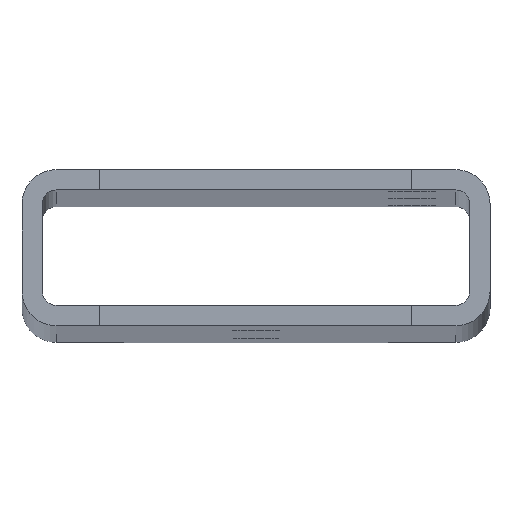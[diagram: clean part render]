
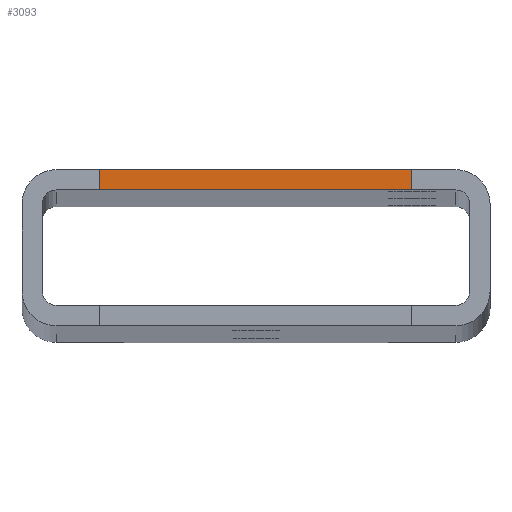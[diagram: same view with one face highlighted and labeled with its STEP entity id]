
A CAD part, top view. The second image highlights one B-rep face of the part: STEP entity #3093.
In plain terms, the highlighted planar face has unit normal (0, 0, 1).
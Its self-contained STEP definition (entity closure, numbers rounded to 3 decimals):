
#277 = PLANE('',#278);
#278 = AXIS2_PLACEMENT_3D('',#279,#280,#281);
#279 = CARTESIAN_POINT('',(16.271,6.35,-402.3));
#280 = DIRECTION('',(0.,-1.,0.));
#281 = DIRECTION('',(-1.,0.,0.));
#534 = PLANE('',#535);
#535 = AXIS2_PLACEMENT_3D('',#536,#537,#538);
#536 = CARTESIAN_POINT('',(16.271,4.699,-402.3));
#537 = DIRECTION('',(0.,-1.,0.));
#538 = DIRECTION('',(-1.,0.,0.));
#1294 = VERTEX_POINT('',#1295);
#1295 = CARTESIAN_POINT('',(12.698,6.35,402.3));
#1309 = PLANE('',#1310);
#1310 = AXIS2_PLACEMENT_3D('',#1311,#1312,#1313);
#1311 = CARTESIAN_POINT('',(10.795,6.35,391.378));
#1312 = DIRECTION('',(-0.985,0.,0.172));
#1313 = DIRECTION('',(0.172,0.,0.985));
#1321 = EDGE_CURVE('',#1294,#1322,#1324,.T.);
#1322 = VERTEX_POINT('',#1323);
#1323 = CARTESIAN_POINT('',(-12.726,6.35,402.3));
#1324 = SURFACE_CURVE('',#1325,(#1329,#1336),.PCURVE_S1.);
#1325 = LINE('',#1326,#1327);
#1326 = CARTESIAN_POINT('',(16.271,6.35,402.3));
#1327 = VECTOR('',#1328,1.);
#1328 = DIRECTION('',(-1.,0.,0.));
#1329 = PCURVE('',#277,#1330);
#1330 = DEFINITIONAL_REPRESENTATION('',(#1331),#1335);
#1331 = LINE('',#1332,#1333);
#1332 = CARTESIAN_POINT('',(0.,-804.601));
#1333 = VECTOR('',#1334,1.);
#1334 = DIRECTION('',(1.,0.));
#1335 = ( GEOMETRIC_REPRESENTATION_CONTEXT(2) 
PARAMETRIC_REPRESENTATION_CONTEXT() REPRESENTATION_CONTEXT('2D SPACE',''
  ) );
#1336 = PCURVE('',#1337,#1342);
#1337 = PLANE('',#1338);
#1338 = AXIS2_PLACEMENT_3D('',#1339,#1340,#1341);
#1339 = CARTESIAN_POINT('',(-19.05,3.571,402.3));
#1340 = DIRECTION('',(0.,0.,-1.));
#1341 = DIRECTION('',(-1.,0.,-0.));
#1342 = DEFINITIONAL_REPRESENTATION('',(#1343),#1347);
#1343 = LINE('',#1344,#1345);
#1344 = CARTESIAN_POINT('',(-35.321,2.779));
#1345 = VECTOR('',#1346,1.);
#1346 = DIRECTION('',(1.,0.));
#1347 = ( GEOMETRIC_REPRESENTATION_CONTEXT(2) 
PARAMETRIC_REPRESENTATION_CONTEXT() REPRESENTATION_CONTEXT('2D SPACE',''
  ) );
#1365 = PLANE('',#1366);
#1366 = AXIS2_PLACEMENT_3D('',#1367,#1368,#1369);
#1367 = CARTESIAN_POINT('',(-10.823,6.35,391.378));
#1368 = DIRECTION('',(-0.985,-0.,-0.172));
#1369 = DIRECTION('',(-0.172,0.,0.985));
#1820 = VERTEX_POINT('',#1821);
#1821 = CARTESIAN_POINT('',(12.698,4.699,402.3));
#1842 = EDGE_CURVE('',#1820,#1843,#1845,.T.);
#1843 = VERTEX_POINT('',#1844);
#1844 = CARTESIAN_POINT('',(-12.726,4.699,402.3));
#1845 = SURFACE_CURVE('',#1846,(#1850,#1857),.PCURVE_S1.);
#1846 = LINE('',#1847,#1848);
#1847 = CARTESIAN_POINT('',(16.271,4.699,402.3));
#1848 = VECTOR('',#1849,1.);
#1849 = DIRECTION('',(-1.,0.,0.));
#1850 = PCURVE('',#534,#1851);
#1851 = DEFINITIONAL_REPRESENTATION('',(#1852),#1856);
#1852 = LINE('',#1853,#1854);
#1853 = CARTESIAN_POINT('',(0.,-804.601));
#1854 = VECTOR('',#1855,1.);
#1855 = DIRECTION('',(1.,0.));
#1856 = ( GEOMETRIC_REPRESENTATION_CONTEXT(2) 
PARAMETRIC_REPRESENTATION_CONTEXT() REPRESENTATION_CONTEXT('2D SPACE',''
  ) );
#1857 = PCURVE('',#1337,#1858);
#1858 = DEFINITIONAL_REPRESENTATION('',(#1859),#1863);
#1859 = LINE('',#1860,#1861);
#1860 = CARTESIAN_POINT('',(-35.321,1.128));
#1861 = VECTOR('',#1862,1.);
#1862 = DIRECTION('',(1.,0.));
#1863 = ( GEOMETRIC_REPRESENTATION_CONTEXT(2) 
PARAMETRIC_REPRESENTATION_CONTEXT() REPRESENTATION_CONTEXT('2D SPACE',''
  ) );
#3073 = EDGE_CURVE('',#1843,#1322,#3074,.T.);
#3074 = SURFACE_CURVE('',#3075,(#3079,#3086),.PCURVE_S1.);
#3075 = LINE('',#3076,#3077);
#3076 = CARTESIAN_POINT('',(-12.726,4.961,402.3));
#3077 = VECTOR('',#3078,1.);
#3078 = DIRECTION('',(-0.,1.,0.));
#3079 = PCURVE('',#1365,#3080);
#3080 = DEFINITIONAL_REPRESENTATION('',(#3081),#3085);
#3081 = LINE('',#3082,#3083);
#3082 = CARTESIAN_POINT('',(11.087,-1.389));
#3083 = VECTOR('',#3084,1.);
#3084 = DIRECTION('',(0.,1.));
#3085 = ( GEOMETRIC_REPRESENTATION_CONTEXT(2) 
PARAMETRIC_REPRESENTATION_CONTEXT() REPRESENTATION_CONTEXT('2D SPACE',''
  ) );
#3086 = PCURVE('',#1337,#3087);
#3087 = DEFINITIONAL_REPRESENTATION('',(#3088),#3092);
#3088 = LINE('',#3089,#3090);
#3089 = CARTESIAN_POINT('',(-6.324,1.389));
#3090 = VECTOR('',#3091,1.);
#3091 = DIRECTION('',(0.,1.));
#3092 = ( GEOMETRIC_REPRESENTATION_CONTEXT(2) 
PARAMETRIC_REPRESENTATION_CONTEXT() REPRESENTATION_CONTEXT('2D SPACE',''
  ) );
#3093 = ADVANCED_FACE('',(#3094),#1337,.F.);
#3094 = FACE_BOUND('',#3095,.F.);
#3095 = EDGE_LOOP('',(#3096,#3097,#3098,#3099));
#3096 = ORIENTED_EDGE('',*,*,#1842,.T.);
#3097 = ORIENTED_EDGE('',*,*,#3073,.T.);
#3098 = ORIENTED_EDGE('',*,*,#1321,.F.);
#3099 = ORIENTED_EDGE('',*,*,#3100,.F.);
#3100 = EDGE_CURVE('',#1820,#1294,#3101,.T.);
#3101 = SURFACE_CURVE('',#3102,(#3106,#3113),.PCURVE_S1.);
#3102 = LINE('',#3103,#3104);
#3103 = CARTESIAN_POINT('',(12.698,4.961,402.3));
#3104 = VECTOR('',#3105,1.);
#3105 = DIRECTION('',(0.,1.,0.));
#3106 = PCURVE('',#1337,#3107);
#3107 = DEFINITIONAL_REPRESENTATION('',(#3108),#3112);
#3108 = LINE('',#3109,#3110);
#3109 = CARTESIAN_POINT('',(-31.748,1.389));
#3110 = VECTOR('',#3111,1.);
#3111 = DIRECTION('',(0.,1.));
#3112 = ( GEOMETRIC_REPRESENTATION_CONTEXT(2) 
PARAMETRIC_REPRESENTATION_CONTEXT() REPRESENTATION_CONTEXT('2D SPACE',''
  ) );
#3113 = PCURVE('',#1309,#3114);
#3114 = DEFINITIONAL_REPRESENTATION('',(#3115),#3119);
#3115 = LINE('',#3116,#3117);
#3116 = CARTESIAN_POINT('',(11.087,-1.389));
#3117 = VECTOR('',#3118,1.);
#3118 = DIRECTION('',(0.,1.));
#3119 = ( GEOMETRIC_REPRESENTATION_CONTEXT(2) 
PARAMETRIC_REPRESENTATION_CONTEXT() REPRESENTATION_CONTEXT('2D SPACE',''
  ) );
